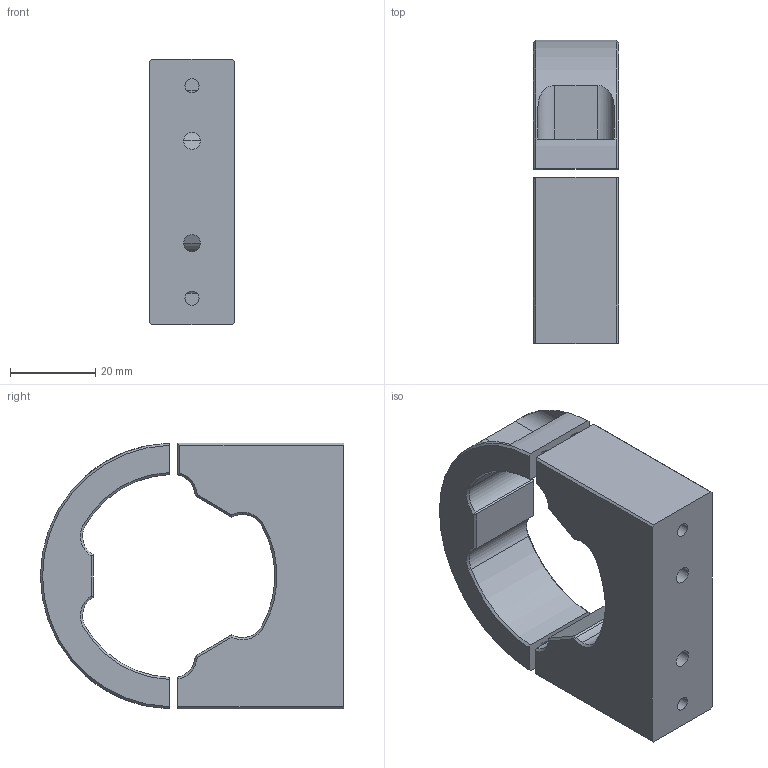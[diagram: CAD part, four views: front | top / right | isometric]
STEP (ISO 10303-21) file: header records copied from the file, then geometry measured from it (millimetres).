
FILE_DESCRIPTION (( 'STEP AP214' ), '1' );
FILE_NAME ('CMHO16.STEP', '2013-04-05T08:21:21', ( 'Work' ), ( '' ), 'SwSTEP 2.0', 'SolidWorks 2012', '' );
FILE_SCHEMA (( 'AUTOMOTIVE_DESIGN' ));
Length unit declared in the file: millimetre
Products named in the file (1): CMHO16
Bounding box: 20 x 71.26 x 62.53 mm (x, y, z)
Surface area: 13769.6 mm2 (no closed solid volume)
Topology: 0 solids, 2 shells, 104 faces, 267 edges, 169 vertices
Faces by surface type: plane 51, cylinder 31, cone 22
Entity records: 4403 total; most frequent: CARTESIAN_POINT 646, DIRECTION 555, ORIENTED_EDGE 518, EDGE_CURVE 267, AXIS2_PLACEMENT_3D 198, VERTEX_POINT 169, LINE 159, VECTOR 159
